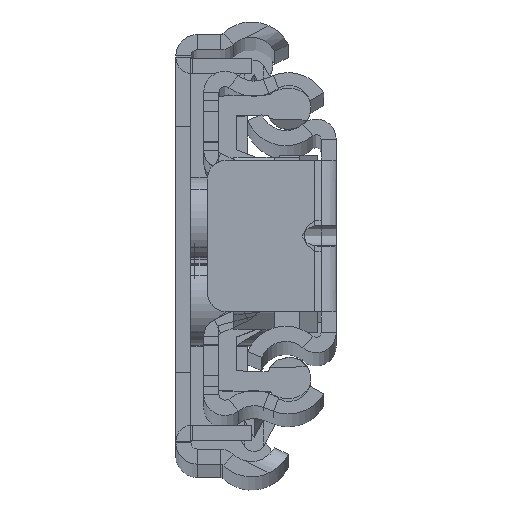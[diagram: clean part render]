
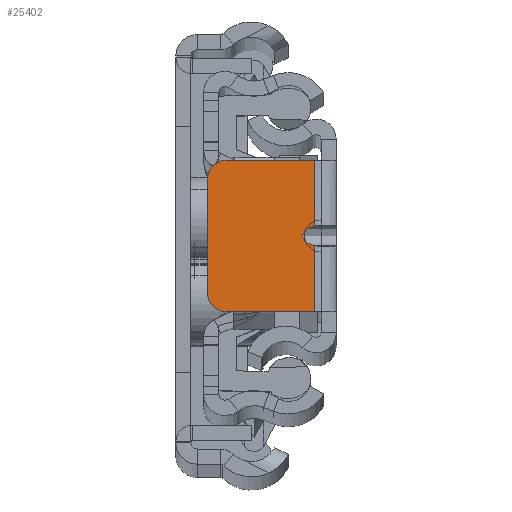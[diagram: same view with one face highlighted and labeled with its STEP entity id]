
A CAD part, top view. The second image highlights one B-rep face of the part: STEP entity #25402.
In plain terms, the highlighted planar face has unit normal (0, 0, 1).
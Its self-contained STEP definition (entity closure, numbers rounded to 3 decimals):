
#314 = EDGE_CURVE ( 'NONE', #23512, #8652, #17985, .T. ) ;
#343 = CARTESIAN_POINT ( 'NONE',  ( -3.497, 0.64, 0. ) ) ;
#675 = DIRECTION ( 'NONE',  ( -1., 0., 0. ) ) ;
#737 = CARTESIAN_POINT ( 'NONE',  ( -10.2, 4.5, 0. ) ) ;
#771 = CARTESIAN_POINT ( 'NONE',  ( -1.7, -6., 0. ) ) ;
#948 = CARTESIAN_POINT ( 'NONE',  ( -8.7, 4.5, 0. ) ) ;
#1761 = ORIENTED_EDGE ( 'NONE', *, *, #3171, .T. ) ;
#1959 = ORIENTED_EDGE ( 'NONE', *, *, #17653, .F. ) ;
#2144 = CIRCLE ( 'NONE', #18125, 1.5 ) ;
#2672 = LINE ( 'NONE', #771, #16721 ) ;
#2805 = DIRECTION ( 'NONE',  ( 0., -1., 0. ) ) ;
#3171 = EDGE_CURVE ( 'NONE', #12813, #18148, #2144, .T. ) ;
#3236 = VECTOR ( 'NONE', #18350, 1000. ) ;
#3629 = ORIENTED_EDGE ( 'NONE', *, *, #12216, .T. ) ;
#3680 = VECTOR ( 'NONE', #13788, 1000. ) ;
#4437 = VECTOR ( 'NONE', #4813, 1000. ) ;
#4813 = DIRECTION ( 'NONE',  ( 1., 0., 0. ) ) ;
#4945 = LINE ( 'NONE', #21468, #4437 ) ;
#5121 = DIRECTION ( 'NONE',  ( 0., 0., -1. ) ) ;
#6510 = EDGE_CURVE ( 'NONE', #18148, #23512, #12278, .T. ) ;
#6562 = ORIENTED_EDGE ( 'NONE', *, *, #12968, .F. ) ;
#6791 = DIRECTION ( 'NONE',  ( -1., 0., 0. ) ) ;
#7450 = CARTESIAN_POINT ( 'NONE',  ( -1.7, -6., 0. ) ) ;
#7859 = LINE ( 'NONE', #7450, #3680 ) ;
#7976 = CARTESIAN_POINT ( 'NONE',  ( -10.2, 0., 0. ) ) ;
#8615 = CARTESIAN_POINT ( 'NONE',  ( -1.7, 0.79, 0. ) ) ;
#8652 = VERTEX_POINT ( 'NONE', #21196 ) ;
#8829 = DIRECTION ( 'NONE',  ( 0., 0., 1. ) ) ;
#9390 = ORIENTED_EDGE ( 'NONE', *, *, #6510, .T. ) ;
#9677 =( BOUNDED_CURVE ( )  B_SPLINE_CURVE ( 3, ( #17219, #25486, #343, #8615 ),
 .UNSPECIFIED., .F., .T. ) 
 B_SPLINE_CURVE_WITH_KNOTS ( ( 4, 4 ),
 ( 4.83, 7.736 ),
 .UNSPECIFIED. ) 
 CURVE ( )  GEOMETRIC_REPRESENTATION_ITEM ( )  RATIONAL_B_SPLINE_CURVE ( ( 1., 0.412, 0.412, 1. ) ) 
 REPRESENTATION_ITEM ( '' )  );
#10806 = CARTESIAN_POINT ( 'NONE',  ( -1.7, 6., 0. ) ) ;
#10969 = CARTESIAN_POINT ( 'NONE',  ( -1.7, 0.79, 0. ) ) ;
#11350 = VECTOR ( 'NONE', #12891, 1000. ) ;
#11767 = AXIS2_PLACEMENT_3D ( 'NONE', #13513, #5121, #675 ) ;
#12216 = EDGE_CURVE ( 'NONE', #8652, #17704, #4945, .T. ) ;
#12278 = LINE ( 'NONE', #7976, #3236 ) ;
#12638 = LINE ( 'NONE', #25205, #11350 ) ;
#12739 = ORIENTED_EDGE ( 'NONE', *, *, #22243, .T. ) ;
#12813 = VERTEX_POINT ( 'NONE', #12858 ) ;
#12858 = CARTESIAN_POINT ( 'NONE',  ( -8.7, 6., 0. ) ) ;
#12891 = DIRECTION ( 'NONE',  ( -1., 0., 0. ) ) ;
#12968 = EDGE_CURVE ( 'NONE', #25030, #17704, #7859, .T. ) ;
#13414 = CARTESIAN_POINT ( 'NONE',  ( -10.2, -4.5, 0. ) ) ;
#13513 = CARTESIAN_POINT ( 'NONE',  ( 0., 0., 0. ) ) ;
#13788 = DIRECTION ( 'NONE',  ( 0., -1., 0. ) ) ;
#15819 = AXIS2_PLACEMENT_3D ( 'NONE', #17870, #16242, #26146 ) ;
#16242 = DIRECTION ( 'NONE',  ( 0., 0., 1. ) ) ;
#16721 = VECTOR ( 'NONE', #2805, 1000. ) ;
#17219 = CARTESIAN_POINT ( 'NONE',  ( -1.7, -0.79, 0. ) ) ;
#17417 = ORIENTED_EDGE ( 'NONE', *, *, #314, .T. ) ;
#17653 = EDGE_CURVE ( 'NONE', #19165, #20960, #2672, .T. ) ;
#17704 = VERTEX_POINT ( 'NONE', #19021 ) ;
#17870 = CARTESIAN_POINT ( 'NONE',  ( -8.7, -4.5, 0. ) ) ;
#17974 = ORIENTED_EDGE ( 'NONE', *, *, #18154, .T. ) ;
#17985 = CIRCLE ( 'NONE', #15819, 1.5 ) ;
#18125 = AXIS2_PLACEMENT_3D ( 'NONE', #948, #8829, #6791 ) ;
#18148 = VERTEX_POINT ( 'NONE', #737 ) ;
#18154 = EDGE_CURVE ( 'NONE', #25030, #20960, #9677, .T. ) ;
#18350 = DIRECTION ( 'NONE',  ( 0., -1., 0. ) ) ;
#19021 = CARTESIAN_POINT ( 'NONE',  ( -1.7, -6., 0. ) ) ;
#19165 = VERTEX_POINT ( 'NONE', #10806 ) ;
#19638 = EDGE_LOOP ( 'NONE', ( #12739, #1761, #9390, #17417, #3629, #6562, #17974, #1959 ) ) ;
#20960 = VERTEX_POINT ( 'NONE', #10969 ) ;
#21196 = CARTESIAN_POINT ( 'NONE',  ( -8.7, -6., 0. ) ) ;
#21468 = CARTESIAN_POINT ( 'NONE',  ( 0., -6., 0. ) ) ;
#22243 = EDGE_CURVE ( 'NONE', #19165, #12813, #12638, .T. ) ;
#23264 = PLANE ( 'NONE',  #11767 ) ;
#23403 = FACE_OUTER_BOUND ( 'NONE', #19638, .T. ) ;
#23417 = CARTESIAN_POINT ( 'NONE',  ( -1.7, -0.79, 0. ) ) ;
#23512 = VERTEX_POINT ( 'NONE', #13414 ) ;
#25030 = VERTEX_POINT ( 'NONE', #23417 ) ;
#25205 = CARTESIAN_POINT ( 'NONE',  ( 0., 6., 0. ) ) ;
#25402 = ADVANCED_FACE ( 'NONE', ( #23403 ), #23264, .F. ) ;
#25486 = CARTESIAN_POINT ( 'NONE',  ( -3.497, -0.64, 0. ) ) ;
#26146 = DIRECTION ( 'NONE',  ( -1., 0., 0. ) ) ;
